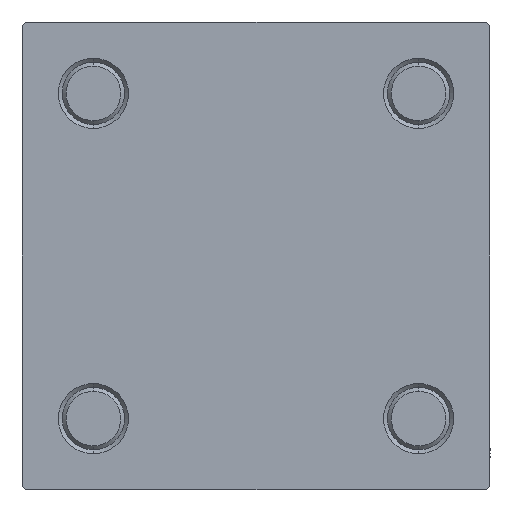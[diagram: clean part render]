
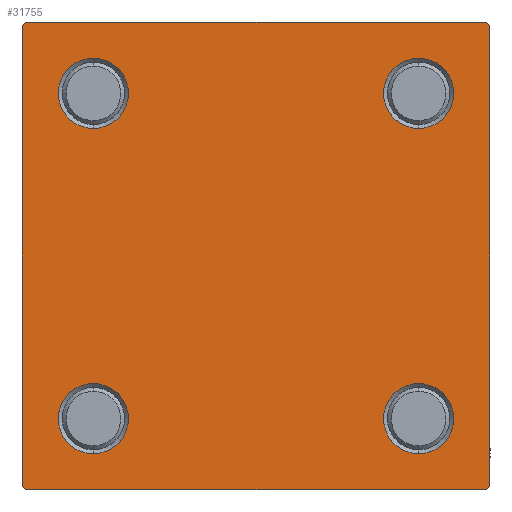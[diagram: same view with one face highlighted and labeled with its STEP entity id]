
A CAD part, left-side view. The second image highlights one B-rep face of the part: STEP entity #31755.
In plain terms, the highlighted planar face has unit normal (-1, 0, 0).
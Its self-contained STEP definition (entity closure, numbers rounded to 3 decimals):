
#489 = FACE_BOUND ( 'NONE', #11297, .T. ) ;
#961 = CARTESIAN_POINT ( 'NONE',  ( 0., -20.85, -20.85 ) ) ;
#989 = CARTESIAN_POINT ( 'NONE',  ( 0., 29.5, 30. ) ) ;
#1008 = FACE_BOUND ( 'NONE', #43540, .T. ) ;
#1421 = CARTESIAN_POINT ( 'NONE',  ( 0., -20.85, -20.85 ) ) ;
#1820 = LINE ( 'NONE', #29384, #23267 ) ;
#2178 = DIRECTION ( 'NONE',  ( 0., -1., 0. ) ) ;
#2613 = EDGE_CURVE ( 'NONE', #8079, #22870, #2767, .T. ) ;
#2767 = LINE ( 'NONE', #40487, #4854 ) ;
#3058 = DIRECTION ( 'NONE',  ( 1., 0., 0. ) ) ;
#3223 = VERTEX_POINT ( 'NONE', #24339 ) ;
#3271 = EDGE_LOOP ( 'NONE', ( #47391, #18952, #33386, #28163, #31464, #8368, #24246, #6311 ) ) ;
#4133 = VECTOR ( 'NONE', #14769, 1000. ) ;
#4854 = VECTOR ( 'NONE', #25785, 1000. ) ;
#4934 = CIRCLE ( 'NONE', #34821, 4.5 ) ;
#5404 = AXIS2_PLACEMENT_3D ( 'NONE', #961, #39172, #43468 ) ;
#5967 = CARTESIAN_POINT ( 'NONE',  ( 0., 30., 30. ) ) ;
#6281 = EDGE_LOOP ( 'NONE', ( #17510, #33637 ) ) ;
#6311 = ORIENTED_EDGE ( 'NONE', *, *, #49830, .T. ) ;
#6583 = CIRCLE ( 'NONE', #47009, 4.5 ) ;
#6645 = CIRCLE ( 'NONE', #41399, 4.5 ) ;
#7826 = ORIENTED_EDGE ( 'NONE', *, *, #17112, .T. ) ;
#8079 = VERTEX_POINT ( 'NONE', #38615 ) ;
#8368 = ORIENTED_EDGE ( 'NONE', *, *, #28596, .T. ) ;
#8833 = FACE_BOUND ( 'NONE', #49831, .T. ) ;
#9304 = DIRECTION ( 'NONE',  ( 0., 0., 1. ) ) ;
#9778 = LINE ( 'NONE', #21403, #27395 ) ;
#9942 = VERTEX_POINT ( 'NONE', #49042 ) ;
#10047 = CARTESIAN_POINT ( 'NONE',  ( 0., -29.5, -30. ) ) ;
#10253 = CARTESIAN_POINT ( 'NONE',  ( 0., -29.75, 29.75 ) ) ;
#10565 = CARTESIAN_POINT ( 'NONE',  ( 0., 29.75, 29.75 ) ) ;
#10895 = DIRECTION ( 'NONE',  ( 1., 0., 0. ) ) ;
#11058 = CIRCLE ( 'NONE', #5404, 4.5 ) ;
#11297 = EDGE_LOOP ( 'NONE', ( #31636, #44621 ) ) ;
#11774 = EDGE_CURVE ( 'NONE', #43737, #30603, #6645, .T. ) ;
#12243 = AXIS2_PLACEMENT_3D ( 'NONE', #43981, #29039, #9304 ) ;
#12436 = AXIS2_PLACEMENT_3D ( 'NONE', #34414, #3058, #19226 ) ;
#12583 = DIRECTION ( 'NONE',  ( 1., 0., 0. ) ) ;
#12602 = CARTESIAN_POINT ( 'NONE',  ( 0., -20.85, 25.35 ) ) ;
#13582 = VERTEX_POINT ( 'NONE', #20911 ) ;
#13793 = LINE ( 'NONE', #5967, #40684 ) ;
#14558 = EDGE_CURVE ( 'NONE', #47912, #17462, #13793, .T. ) ;
#14769 = DIRECTION ( 'NONE',  ( 0., 0., -1. ) ) ;
#15428 = PLANE ( 'NONE',  #22510 ) ;
#15927 = CARTESIAN_POINT ( 'NONE',  ( 0., 0., 0. ) ) ;
#16151 = CARTESIAN_POINT ( 'NONE',  ( 0., 20.85, 20.85 ) ) ;
#16935 = CARTESIAN_POINT ( 'NONE',  ( 0., 29.5, -30. ) ) ;
#17014 = ORIENTED_EDGE ( 'NONE', *, *, #45309, .T. ) ;
#17112 = EDGE_CURVE ( 'NONE', #43797, #44054, #49615, .T. ) ;
#17462 = VERTEX_POINT ( 'NONE', #18255 ) ;
#17510 = ORIENTED_EDGE ( 'NONE', *, *, #42655, .T. ) ;
#18163 = LINE ( 'NONE', #10565, #47541 ) ;
#18255 = CARTESIAN_POINT ( 'NONE',  ( 0., -29.5, 30. ) ) ;
#18952 = ORIENTED_EDGE ( 'NONE', *, *, #30023, .T. ) ;
#19226 = DIRECTION ( 'NONE',  ( 0., 0., 1. ) ) ;
#19714 = DIRECTION ( 'NONE',  ( 0., 0., 1. ) ) ;
#19961 = FACE_OUTER_BOUND ( 'NONE', #3271, .T. ) ;
#20069 = ORIENTED_EDGE ( 'NONE', *, *, #11774, .T. ) ;
#20545 = LINE ( 'NONE', #28148, #24067 ) ;
#20911 = CARTESIAN_POINT ( 'NONE',  ( 0., 20.85, -16.35 ) ) ;
#21403 = CARTESIAN_POINT ( 'NONE',  ( 0., 30., -30. ) ) ;
#21497 = DIRECTION ( 'NONE',  ( 1., 0., 0. ) ) ;
#22003 = CIRCLE ( 'NONE', #25266, 4.5 ) ;
#22287 = DIRECTION ( 'NONE',  ( 0., 0., 1. ) ) ;
#22510 = AXIS2_PLACEMENT_3D ( 'NONE', #15927, #43014, #19714 ) ;
#22870 = VERTEX_POINT ( 'NONE', #33480 ) ;
#23267 = VECTOR ( 'NONE', #25578, 1000. ) ;
#23633 = EDGE_CURVE ( 'NONE', #30603, #43737, #11058, .T. ) ;
#24067 = VECTOR ( 'NONE', #24599, 1000. ) ;
#24246 = ORIENTED_EDGE ( 'NONE', *, *, #14558, .F. ) ;
#24339 = CARTESIAN_POINT ( 'NONE',  ( 0., -30., 29.5 ) ) ;
#24599 = DIRECTION ( 'NONE',  ( 0., -0.707, -0.707 ) ) ;
#24935 = CARTESIAN_POINT ( 'NONE',  ( 0., -20.85, -16.35 ) ) ;
#24945 = DIRECTION ( 'NONE',  ( 1., 0., 0. ) ) ;
#25266 = AXIS2_PLACEMENT_3D ( 'NONE', #25654, #33491, #49677 ) ;
#25578 = DIRECTION ( 'NONE',  ( 0., -0.707, 0.707 ) ) ;
#25654 = CARTESIAN_POINT ( 'NONE',  ( 0., -20.85, 20.85 ) ) ;
#25785 = DIRECTION ( 'NONE',  ( 0., 0., -1. ) ) ;
#26532 = EDGE_CURVE ( 'NONE', #39447, #9942, #1820, .T. ) ;
#27395 = VECTOR ( 'NONE', #2178, 1000. ) ;
#28068 = FACE_BOUND ( 'NONE', #6281, .T. ) ;
#28148 = CARTESIAN_POINT ( 'NONE',  ( 0., 29.75, -29.75 ) ) ;
#28163 = ORIENTED_EDGE ( 'NONE', *, *, #26532, .T. ) ;
#28310 = VERTEX_POINT ( 'NONE', #16935 ) ;
#28596 = EDGE_CURVE ( 'NONE', #3223, #17462, #37093, .T. ) ;
#29039 = DIRECTION ( 'NONE',  ( 1., 0., 0. ) ) ;
#29384 = CARTESIAN_POINT ( 'NONE',  ( 0., -29.75, -29.75 ) ) ;
#29544 = VERTEX_POINT ( 'NONE', #33792 ) ;
#30023 = EDGE_CURVE ( 'NONE', #22870, #28310, #20545, .T. ) ;
#30603 = VERTEX_POINT ( 'NONE', #32509 ) ;
#31464 = ORIENTED_EDGE ( 'NONE', *, *, #41917, .F. ) ;
#31636 = ORIENTED_EDGE ( 'NONE', *, *, #45731, .T. ) ;
#31755 = ADVANCED_FACE ( 'NONE', ( #8833, #1008, #28068, #489, #19961 ), #15428, .T. ) ;
#31998 = VERTEX_POINT ( 'NONE', #48804 ) ;
#32280 = EDGE_CURVE ( 'NONE', #28310, #39447, #9778, .T. ) ;
#32392 = CARTESIAN_POINT ( 'NONE',  ( 0., 20.85, -20.85 ) ) ;
#32509 = CARTESIAN_POINT ( 'NONE',  ( 0., -20.85, -25.35 ) ) ;
#33386 = ORIENTED_EDGE ( 'NONE', *, *, #32280, .T. ) ;
#33480 = CARTESIAN_POINT ( 'NONE',  ( 0., 30., -29.5 ) ) ;
#33491 = DIRECTION ( 'NONE',  ( 1., 0., 0. ) ) ;
#33637 = ORIENTED_EDGE ( 'NONE', *, *, #43233, .T. ) ;
#33792 = CARTESIAN_POINT ( 'NONE',  ( 0., 20.85, 25.35 ) ) ;
#33843 = DIRECTION ( 'NONE',  ( 0., 0.707, -0.707 ) ) ;
#33993 = LINE ( 'NONE', #49434, #4133 ) ;
#34414 = CARTESIAN_POINT ( 'NONE',  ( 0., -20.85, 20.85 ) ) ;
#34821 = AXIS2_PLACEMENT_3D ( 'NONE', #45335, #10895, #22287 ) ;
#34932 = CIRCLE ( 'NONE', #41414, 4.5 ) ;
#36590 = DIRECTION ( 'NONE',  ( 0., 0., 1. ) ) ;
#37093 = LINE ( 'NONE', #10253, #46649 ) ;
#37571 = EDGE_CURVE ( 'NONE', #38484, #29544, #4934, .T. ) ;
#38484 = VERTEX_POINT ( 'NONE', #39001 ) ;
#38615 = CARTESIAN_POINT ( 'NONE',  ( 0., 30., 29.5 ) ) ;
#39001 = CARTESIAN_POINT ( 'NONE',  ( 0., 20.85, 16.35 ) ) ;
#39172 = DIRECTION ( 'NONE',  ( 1., 0., 0. ) ) ;
#39447 = VERTEX_POINT ( 'NONE', #10047 ) ;
#39752 = CIRCLE ( 'NONE', #12243, 4.5 ) ;
#40487 = CARTESIAN_POINT ( 'NONE',  ( 0., 30., 30. ) ) ;
#40684 = VECTOR ( 'NONE', #47972, 1000. ) ;
#41399 = AXIS2_PLACEMENT_3D ( 'NONE', #1421, #24945, #36590 ) ;
#41414 = AXIS2_PLACEMENT_3D ( 'NONE', #16151, #12583, #43733 ) ;
#41917 = EDGE_CURVE ( 'NONE', #3223, #9942, #33993, .T. ) ;
#42655 = EDGE_CURVE ( 'NONE', #13582, #31998, #39752, .T. ) ;
#43014 = DIRECTION ( 'NONE',  ( -1., 0., 0. ) ) ;
#43233 = EDGE_CURVE ( 'NONE', #31998, #13582, #6583, .T. ) ;
#43468 = DIRECTION ( 'NONE',  ( 0., 0., 1. ) ) ;
#43540 = EDGE_LOOP ( 'NONE', ( #20069, #45651 ) ) ;
#43680 = CARTESIAN_POINT ( 'NONE',  ( 0., -20.85, 16.35 ) ) ;
#43733 = DIRECTION ( 'NONE',  ( 0., 0., 1. ) ) ;
#43737 = VERTEX_POINT ( 'NONE', #24935 ) ;
#43797 = VERTEX_POINT ( 'NONE', #43680 ) ;
#43981 = CARTESIAN_POINT ( 'NONE',  ( 0., 20.85, -20.85 ) ) ;
#44054 = VERTEX_POINT ( 'NONE', #12602 ) ;
#44449 = DIRECTION ( 'NONE',  ( 0., 0.707, 0.707 ) ) ;
#44621 = ORIENTED_EDGE ( 'NONE', *, *, #37571, .T. ) ;
#45309 = EDGE_CURVE ( 'NONE', #44054, #43797, #22003, .T. ) ;
#45335 = CARTESIAN_POINT ( 'NONE',  ( 0., 20.85, 20.85 ) ) ;
#45651 = ORIENTED_EDGE ( 'NONE', *, *, #23633, .T. ) ;
#45731 = EDGE_CURVE ( 'NONE', #29544, #38484, #34932, .T. ) ;
#46649 = VECTOR ( 'NONE', #44449, 1000. ) ;
#47009 = AXIS2_PLACEMENT_3D ( 'NONE', #32392, #21497, #48335 ) ;
#47391 = ORIENTED_EDGE ( 'NONE', *, *, #2613, .T. ) ;
#47541 = VECTOR ( 'NONE', #33843, 1000. ) ;
#47912 = VERTEX_POINT ( 'NONE', #989 ) ;
#47972 = DIRECTION ( 'NONE',  ( 0., -1., 0. ) ) ;
#48335 = DIRECTION ( 'NONE',  ( 0., 0., 1. ) ) ;
#48804 = CARTESIAN_POINT ( 'NONE',  ( 0., 20.85, -25.35 ) ) ;
#49042 = CARTESIAN_POINT ( 'NONE',  ( 0., -30., -29.5 ) ) ;
#49434 = CARTESIAN_POINT ( 'NONE',  ( 0., -30., 30. ) ) ;
#49615 = CIRCLE ( 'NONE', #12436, 4.5 ) ;
#49677 = DIRECTION ( 'NONE',  ( 0., 0., 1. ) ) ;
#49831 = EDGE_LOOP ( 'NONE', ( #17014, #7826 ) ) ;
#49830 = EDGE_CURVE ( 'NONE', #47912, #8079, #18163, .T. ) ;
